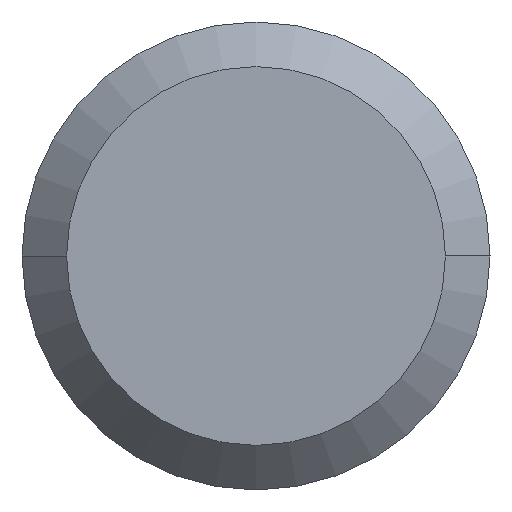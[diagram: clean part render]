
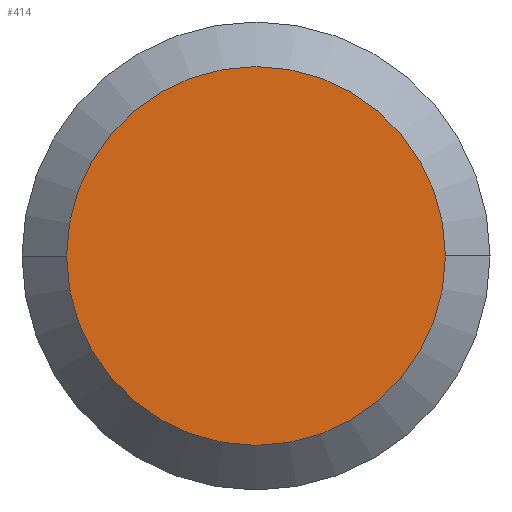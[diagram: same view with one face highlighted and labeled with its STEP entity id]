
A CAD part, left-side view. The second image highlights one B-rep face of the part: STEP entity #414.
In plain terms, the highlighted planar face has unit normal (-1, 0, 0).
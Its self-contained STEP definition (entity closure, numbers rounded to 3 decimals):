
#3 = AXIS2_PLACEMENT_3D ( 'NONE', #232, #10, #138 ) ;
#10 = DIRECTION ( 'NONE',  ( 1., 0., 0. ) ) ;
#12 = CIRCLE ( 'NONE', #3, 3.238 ) ;
#25 = ORIENTED_EDGE ( 'NONE', *, *, #160, .F. ) ;
#34 = ORIENTED_EDGE ( 'NONE', *, *, #257, .F. ) ;
#50 = VERTEX_POINT ( 'NONE', #135 ) ;
#54 = CARTESIAN_POINT ( 'NONE',  ( 0., 0., 0. ) ) ;
#67 = VERTEX_POINT ( 'NONE', #230 ) ;
#106 = FACE_OUTER_BOUND ( 'NONE', #393, .T. ) ;
#135 = CARTESIAN_POINT ( 'NONE',  ( 0., -3.238, 0. ) ) ;
#138 = DIRECTION ( 'NONE',  ( 0., 1., 0. ) ) ;
#160 = EDGE_CURVE ( 'NONE', #50, #67, #12, .T. ) ;
#213 = DIRECTION ( 'NONE',  ( -1., 0., 0. ) ) ;
#230 = CARTESIAN_POINT ( 'NONE',  ( 0., 3.238, 0. ) ) ;
#232 = CARTESIAN_POINT ( 'NONE',  ( 0., 0., 0. ) ) ;
#257 = EDGE_CURVE ( 'NONE', #67, #50, #417, .T. ) ;
#276 = PLANE ( 'NONE',  #284 ) ;
#284 = AXIS2_PLACEMENT_3D ( 'NONE', #54, #213, #407 ) ;
#302 = DIRECTION ( 'NONE',  ( 0., 1., 0. ) ) ;
#307 = CARTESIAN_POINT ( 'NONE',  ( 0., 0., 0. ) ) ;
#364 = AXIS2_PLACEMENT_3D ( 'NONE', #307, #405, #302 ) ;
#393 = EDGE_LOOP ( 'NONE', ( #34, #25 ) ) ;
#405 = DIRECTION ( 'NONE',  ( 1., 0., 0. ) ) ;
#407 = DIRECTION ( 'NONE',  ( 0., -1., 0. ) ) ;
#414 = ADVANCED_FACE ( 'NONE', ( #106 ), #276, .T. ) ;
#417 = CIRCLE ( 'NONE', #364, 3.238 ) ;
